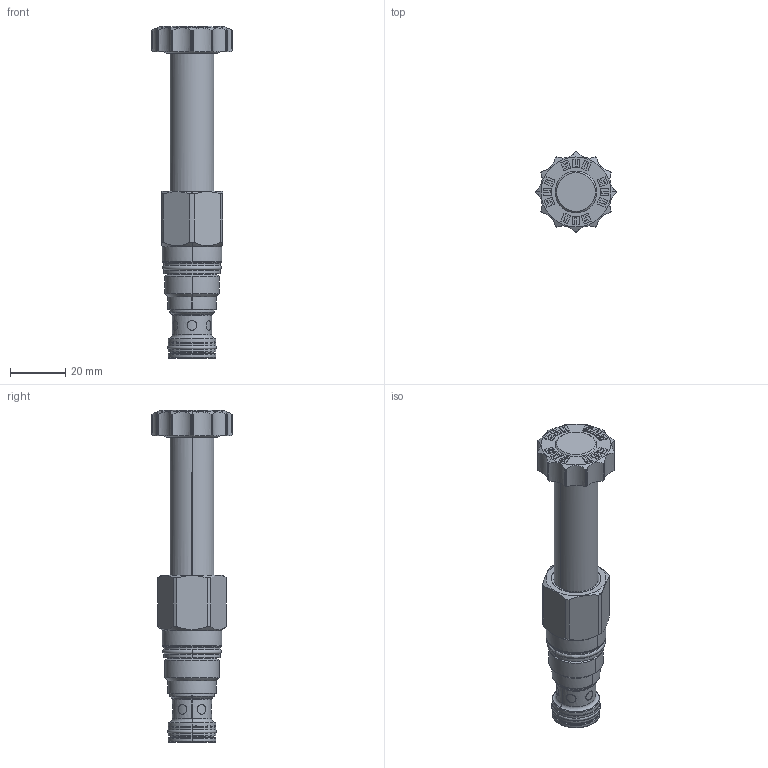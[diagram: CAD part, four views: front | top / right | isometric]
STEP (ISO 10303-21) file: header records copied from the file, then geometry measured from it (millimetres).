
FILE_DESCRIPTION((''),'2;1');
FILE_NAME('DTDFXCN_SW_PRT','2019-11-26T',('charlief'),(''),'PRO/ENGINEER BY PARAMETRIC TECHNOLOGY CORPORATION, 2016010','PRO/ENGINEER BY PARAMETRIC TECHNOLOGY CORPORATION, 2016010','');
FILE_SCHEMA(('CONFIG_CONTROL_DESIGN'));
Products named in the file (1): DTDFXCN_SW_PRT
Bounding box: 29.21 x 29.21 x 120.5 mm (x, y, z)
Surface area: 11719.2 mm2 (no closed solid volume)
Topology: 0 solids, 0 shells, 345 faces, 1748 edges, 1732 vertices
Faces by surface type: bspline 313, torus 32
Entity records: 86459 total; most frequent: CARTESIAN_POINT 70960, DIRECTION 2416, TRIMMED_CURVE 2106, VECTOR 1860, LINE 1860, DEFINITIONAL_REPRESENTATION 1716, PCURVE 1716, COMPOSITE_CURVE_SEGMENT 1716
